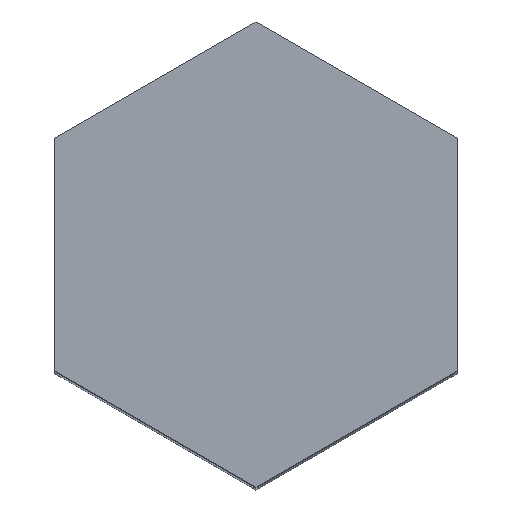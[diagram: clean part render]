
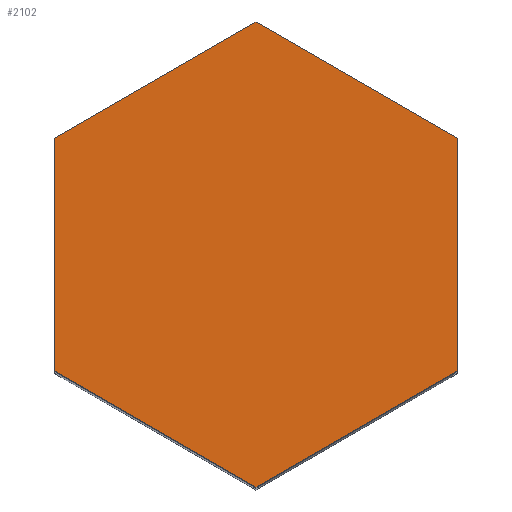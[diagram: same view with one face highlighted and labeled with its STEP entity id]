
A CAD part, top view. The second image highlights one B-rep face of the part: STEP entity #2102.
In plain terms, the highlighted planar face has unit normal (0, 0, 1).
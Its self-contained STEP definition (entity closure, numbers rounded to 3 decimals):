
#39=PLANE('',#2243);
#110=FACE_OUTER_BOUND('',#232,.T.);
#232=EDGE_LOOP('',(#1470,#1471,#1472,#1473,#1474,#1475));
#512=LINE('',#4553,#674);
#515=LINE('',#4559,#677);
#518=LINE('',#4565,#680);
#521=LINE('',#4571,#683);
#524=LINE('',#4577,#686);
#527=LINE('',#4581,#689);
#674=VECTOR('',#2413,10.);
#677=VECTOR('',#2418,10.);
#680=VECTOR('',#2423,10.);
#683=VECTOR('',#2428,10.);
#686=VECTOR('',#2433,10.);
#689=VECTOR('',#2438,10.);
#854=VERTEX_POINT('',#4550);
#855=VERTEX_POINT('',#4552);
#857=VERTEX_POINT('',#4558);
#859=VERTEX_POINT('',#4564);
#861=VERTEX_POINT('',#4570);
#863=VERTEX_POINT('',#4576);
#1082=EDGE_CURVE('',#855,#854,#512,.T.);
#1085=EDGE_CURVE('',#857,#855,#515,.T.);
#1088=EDGE_CURVE('',#859,#857,#518,.T.);
#1091=EDGE_CURVE('',#861,#859,#521,.T.);
#1094=EDGE_CURVE('',#863,#861,#524,.T.);
#1097=EDGE_CURVE('',#854,#863,#527,.T.);
#1470=ORIENTED_EDGE('',*,*,#1097,.T.);
#1471=ORIENTED_EDGE('',*,*,#1094,.T.);
#1472=ORIENTED_EDGE('',*,*,#1091,.T.);
#1473=ORIENTED_EDGE('',*,*,#1088,.T.);
#1474=ORIENTED_EDGE('',*,*,#1085,.T.);
#1475=ORIENTED_EDGE('',*,*,#1082,.T.);
#2102=ADVANCED_FACE('',(#110),#39,.T.);
#2243=AXIS2_PLACEMENT_3D('',#4582,#2439,#2440);
#2413=DIRECTION('',(-0.866,-0.5,0.));
#2418=DIRECTION('',(-0.866,0.5,0.));
#2423=DIRECTION('',(0.,1.,0.));
#2428=DIRECTION('',(0.866,0.5,0.));
#2433=DIRECTION('',(0.866,-0.5,0.));
#2438=DIRECTION('',(0.,-1.,0.));
#2439=DIRECTION('center_axis',(0.,0.,1.));
#2440=DIRECTION('ref_axis',(1.,0.,0.));
#4550=CARTESIAN_POINT('',(-30.,17.321,250.));
#4552=CARTESIAN_POINT('',(0.,34.641,250.));
#4553=CARTESIAN_POINT('',(0.,34.641,250.));
#4558=CARTESIAN_POINT('',(30.,17.321,250.));
#4559=CARTESIAN_POINT('',(30.,17.321,250.));
#4564=CARTESIAN_POINT('',(30.,-17.321,250.));
#4565=CARTESIAN_POINT('',(30.,-17.321,250.));
#4570=CARTESIAN_POINT('',(0.,-34.641,250.));
#4571=CARTESIAN_POINT('',(0.,-34.641,250.));
#4576=CARTESIAN_POINT('',(-30.,-17.321,250.));
#4577=CARTESIAN_POINT('',(-30.,-17.321,250.));
#4581=CARTESIAN_POINT('',(-30.,17.321,250.));
#4582=CARTESIAN_POINT('Origin',(0.,0.,250.));
